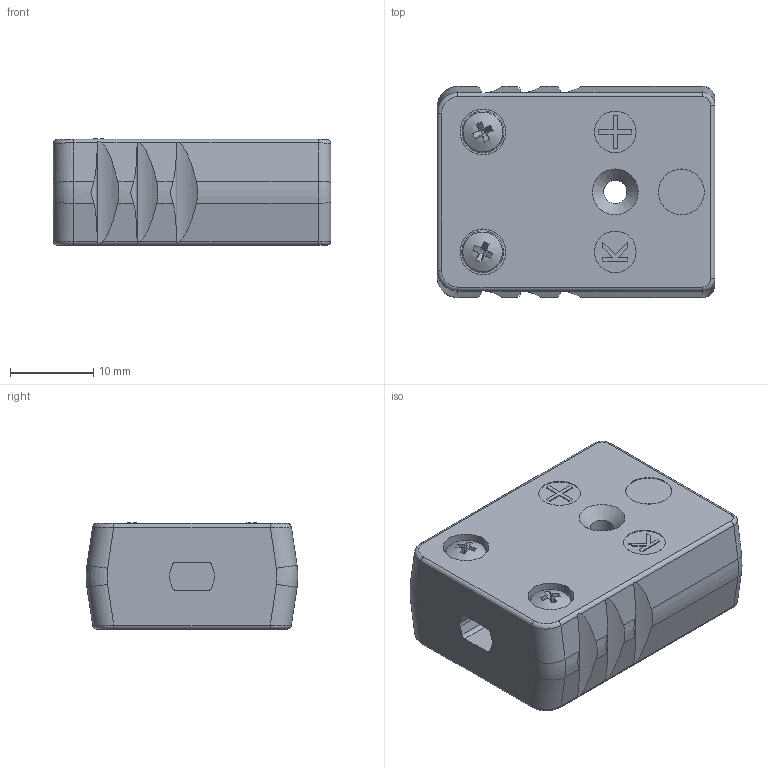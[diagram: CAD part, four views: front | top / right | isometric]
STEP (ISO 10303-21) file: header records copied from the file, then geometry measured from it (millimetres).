
FILE_DESCRIPTION (( 'STEP AP214' ), '1' );
FILE_NAME ('224-Brown-Standard HTP inline socket.STEP', '2025-12-16T11:24:33', ( '' ), ( '' ), 'SwSTEP 2.0', 'SolidWorks 2014', '' );
FILE_SCHEMA (( 'AUTOMOTIVE_DESIGN' ));
Length unit declared in the file: millimetre
Products named in the file (6): 137-M2-5 Phillips head Screw_10.7mm thread; 224-Brown-Standard HTP inline socket; 146-Cylindrical Pos Connector; 147-Cylindrical Neg Connector; 138-M2-5x0.45; 154-Standard HTP inline socket Body_Brown
Assembly tree (9 placements, depth 2):
  224-Brown-Standard HTP inline socket
    154-Standard HTP inline socket Body_Brown
    137-M2-5 Phillips head Screw_10.7mm thread  x2
    138-M2-5x0.45  x2
    146-Cylindrical Pos Connector  x2
    147-Cylindrical Neg Connector  x2
Bounding box: 33.34 x 25.4 x 12.77 mm (x, y, z)
Volume: 9483.7 mm3; surface area: 5155.3 mm2
Topology: 9 solids, 9 shells, 344 faces, 863 edges, 553 vertices
Faces by surface type: plane 152, cylinder 134, cone 32, bspline 22, torus 4
Full cylindrical faces by diameter (mm): 2.5 x46, 2.7 x2, 2.8 x1, 5 x4, 5.5 x3, 6.5 x1, 7 x1
Entity records: 14773 total; most frequent: CARTESIAN_POINT 9548, ORIENTED_EDGE 1070, DIRECTION 954, EDGE_CURVE 535, VERTEX_POINT 353, AXIS2_PLACEMENT_3D 339, LINE 276, VECTOR 276
